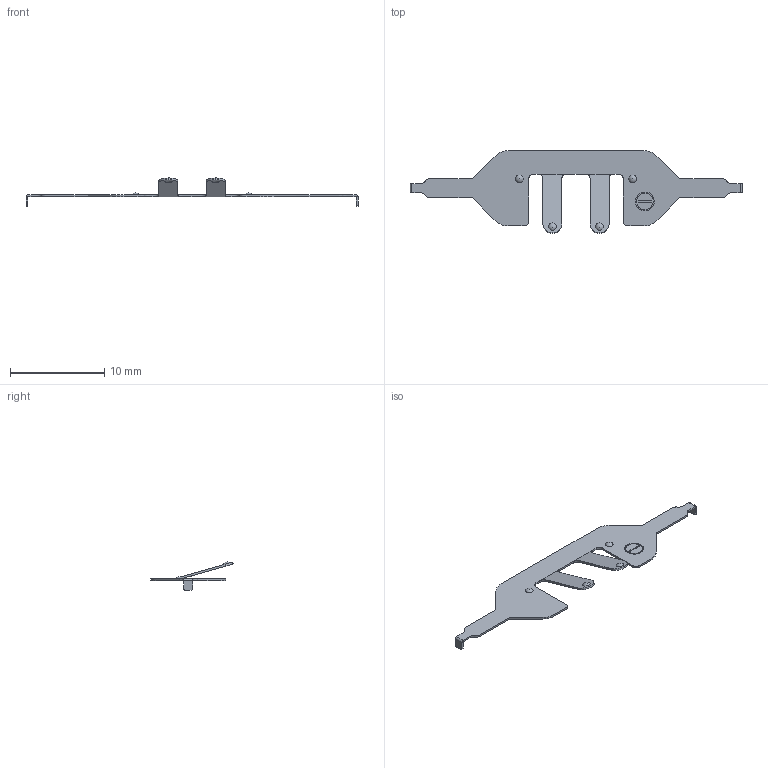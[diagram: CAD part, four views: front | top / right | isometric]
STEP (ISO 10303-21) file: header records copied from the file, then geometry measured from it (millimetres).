
FILE_DESCRIPTION(/* description */ (''),/* implementation_level */ '2;1');
FILE_NAME(/* name */ 'CST-2450M.stp',/* time_stamp */ '2021-07-21T15:56:25+09:00',/* author */ ('TK100'),/* organization */ (''),/* preprocessor_version */ 'ST-DEVELOPER v16.5',/* originating_system */ 'Autodesk Inventor 2017',/* authorisation */ '');
FILE_SCHEMA (('AUTOMOTIVE_DESIGN { 1 0 10303 214 3 1 1 }'));
Length unit declared in the file: millimetre
Products named in the file (1): CST-2450M
Bounding box: 35.2 x 8.8 x 3 mm (x, y, z)
Volume: 30.5 mm3; surface area: 331.7 mm2
Topology: 1 solids, 1 shells, 99 faces, 278 edges, 184 vertices
Faces by surface type: plane 51, cylinder 32, bspline 8, sphere 8
Entity records: 3120 total; most frequent: CARTESIAN_POINT 662, ORIENTED_EDGE 508, DIRECTION 494, EDGE_CURVE 254, VERTEX_POINT 168, AXIS2_PLACEMENT_3D 168, LINE 158, VECTOR 158
